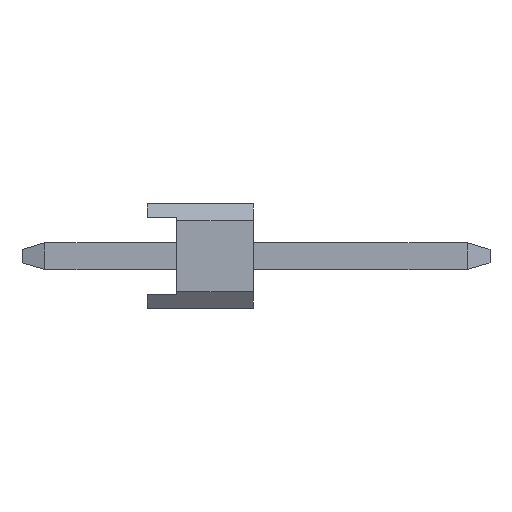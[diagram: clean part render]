
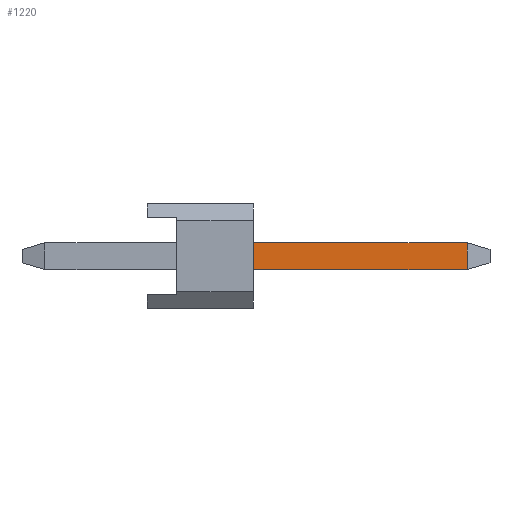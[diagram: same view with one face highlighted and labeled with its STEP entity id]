
A CAD part, left-side view. The second image highlights one B-rep face of the part: STEP entity #1220.
In plain terms, the highlighted planar face has unit normal (-1, 0, 0).
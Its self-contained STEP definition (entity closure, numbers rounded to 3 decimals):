
#966=VERTEX_POINT('',#2813);
#1220=ADVANCED_FACE('',(#3096),#3097,.T.);
#1794=VERTEX_POINT('',#3749);
#1846=VERTEX_POINT('',#3804);
#1860=EDGE_CURVE('',#1846,#1794,#3819,.T.);
#2074=EDGE_CURVE('',#1794,#966,#4049,.T.);
#2116=VERTEX_POINT('',#4097);
#2404=EDGE_CURVE('',#966,#2116,#4405,.T.);
#2488=EDGE_CURVE('',#2116,#1846,#4495,.T.);
#2813=CARTESIAN_POINT('',(-6.67,-2.54,0.32));
#3096=FACE_OUTER_BOUND('',#5263,.T.);
#3097=PLANE('',#5264);
#3749=CARTESIAN_POINT('',(-6.67,-2.54,-0.32));
#3804=CARTESIAN_POINT('',(-6.67,-7.654,-0.32));
#3819=LINE('',#6279,#6280);
#4049=LINE('',#6627,#6628);
#4097=CARTESIAN_POINT('',(-6.67,-7.654,0.32));
#4405=LINE('',#7155,#7156);
#4495=LINE('',#7287,#7288);
#5263=EDGE_LOOP('',(#8061,#8062,#8063,#8064));
#5264=AXIS2_PLACEMENT_3D('',#8065,#8066,#8067);
#6279=CARTESIAN_POINT('',(-6.67,2.454,-0.32));
#6280=VECTOR('',#8928,1.0);
#6627=CARTESIAN_POINT('',(-6.67,-2.54,0.252));
#6628=VECTOR('',#9117,1.0);
#7155=CARTESIAN_POINT('',(-6.67,-2.6,0.32));
#7156=VECTOR('',#9417,1.0);
#7287=CARTESIAN_POINT('',(-6.67,-7.654,0.5));
#7288=VECTOR('',#9486,1.0);
#8061=ORIENTED_EDGE('',*,*,#2074,.F.);
#8062=ORIENTED_EDGE('',*,*,#1860,.F.);
#8063=ORIENTED_EDGE('',*,*,#2488,.F.);
#8064=ORIENTED_EDGE('',*,*,#2404,.F.);
#8065=CARTESIAN_POINT('',(-6.67,2.454,0.5));
#8066=DIRECTION('',(-1.0,0.,0.));
#8067=DIRECTION('',(0.,1.0,0.));
#8928=DIRECTION('',(0.,1.0,0.));
#9117=DIRECTION('',(0.,0.,1.0));
#9417=DIRECTION('',(0.,-1.0,0.));
#9486=DIRECTION('',(0.0,0.,-1.0));
